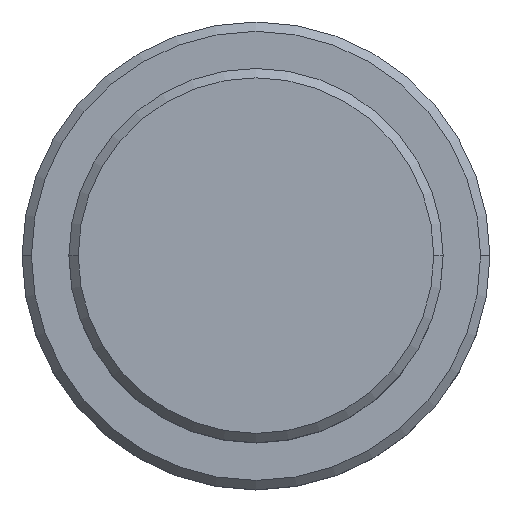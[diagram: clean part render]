
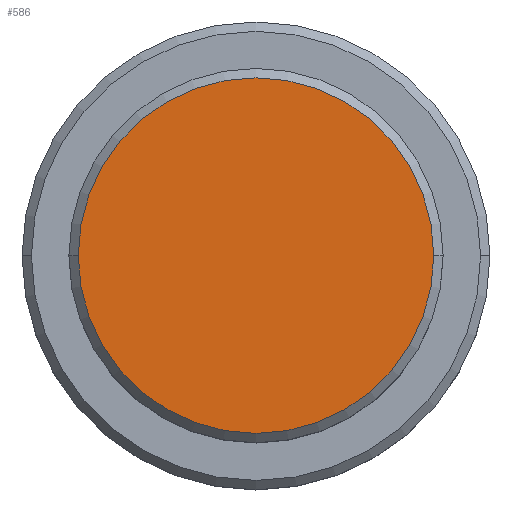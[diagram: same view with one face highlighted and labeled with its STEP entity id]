
A CAD part, top view. The second image highlights one B-rep face of the part: STEP entity #586.
In plain terms, the highlighted planar face has unit normal (0, 0, 1).
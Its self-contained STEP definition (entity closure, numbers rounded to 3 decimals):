
#7 = ORIENTED_EDGE ( 'NONE', *, *, #1307, .T. ) ;
#73 = ORIENTED_EDGE ( 'NONE', *, *, #826, .T. ) ;
#163 = CIRCLE ( 'NONE', #836, 9.5 ) ;
#187 = AXIS2_PLACEMENT_3D ( 'NONE', #706, #927, #379 ) ;
#230 = FACE_OUTER_BOUND ( 'NONE', #1279, .T. ) ;
#234 = CARTESIAN_POINT ( 'NONE',  ( -9.5, 0., 0. ) ) ;
#335 = CARTESIAN_POINT ( 'NONE',  ( 9.5, 0., 0. ) ) ;
#379 = DIRECTION ( 'NONE',  ( 1., 0., 0. ) ) ;
#533 = CIRCLE ( 'NONE', #187, 9.5 ) ;
#581 = CARTESIAN_POINT ( 'NONE',  ( 0., 0., 0. ) ) ;
#586 = ADVANCED_FACE ( 'NONE', ( #230 ), #766, .T. ) ;
#706 = CARTESIAN_POINT ( 'NONE',  ( 0., 0., 0. ) ) ;
#766 = PLANE ( 'NONE',  #1076 ) ;
#809 = DIRECTION ( 'NONE',  ( 0., 0., 1. ) ) ;
#826 = EDGE_CURVE ( 'NONE', #1148, #1090, #533, .T. ) ;
#836 = AXIS2_PLACEMENT_3D ( 'NONE', #581, #809, #1248 ) ;
#889 = CARTESIAN_POINT ( 'NONE',  ( 0., 0., 0. ) ) ;
#907 = DIRECTION ( 'NONE',  ( 0., 0., 1. ) ) ;
#927 = DIRECTION ( 'NONE',  ( 0., 0., 1. ) ) ;
#1076 = AXIS2_PLACEMENT_3D ( 'NONE', #889, #907, #1228 ) ;
#1090 = VERTEX_POINT ( 'NONE', #335 ) ;
#1148 = VERTEX_POINT ( 'NONE', #234 ) ;
#1228 = DIRECTION ( 'NONE',  ( 1., 0., 0. ) ) ;
#1248 = DIRECTION ( 'NONE',  ( 1., 0., 0. ) ) ;
#1279 = EDGE_LOOP ( 'NONE', ( #73, #7 ) ) ;
#1307 = EDGE_CURVE ( 'NONE', #1090, #1148, #163, .T. ) ;
